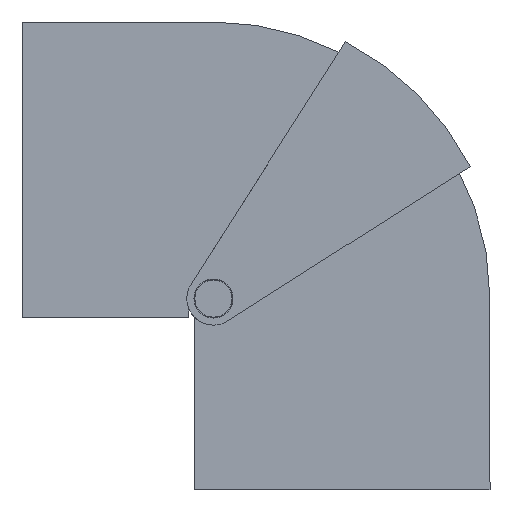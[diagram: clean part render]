
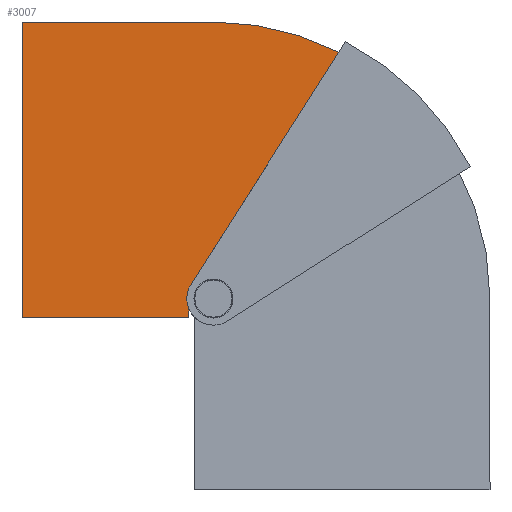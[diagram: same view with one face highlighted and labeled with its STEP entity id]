
A CAD part, front view. The second image highlights one B-rep face of the part: STEP entity #3007.
In plain terms, the highlighted planar face has unit normal (0, -1, 0).
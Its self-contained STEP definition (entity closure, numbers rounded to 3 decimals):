
#41 = ORIENTED_EDGE ( 'NONE', *, *, #3400, .F. ) ;
#81 = VERTEX_POINT ( 'NONE', #2850 ) ;
#145 = VERTEX_POINT ( 'NONE', #1183 ) ;
#156 = EDGE_CURVE ( 'NONE', #81, #3016, #1121, .T. ) ;
#249 = LINE ( 'NONE', #3881, #288 ) ;
#259 = VERTEX_POINT ( 'NONE', #3788 ) ;
#262 = DIRECTION ( 'NONE',  ( 0., 0., 1. ) ) ;
#288 = VECTOR ( 'NONE', #1696, 1000. ) ;
#555 = VERTEX_POINT ( 'NONE', #3607 ) ;
#652 = EDGE_LOOP ( 'NONE', ( #3041, #5535, #5341, #41, #3373, #1246, #1911 ) ) ;
#729 = CARTESIAN_POINT ( 'NONE',  ( 0., -52.5, 0. ) ) ;
#983 = VECTOR ( 'NONE', #3337, 1000. ) ;
#1020 = DIRECTION ( 'NONE',  ( 0., 0., 1. ) ) ;
#1030 = DIRECTION ( 'NONE',  ( 0., 1., 0. ) ) ;
#1055 = CARTESIAN_POINT ( 'NONE',  ( 0., -52.5, 0. ) ) ;
#1120 = PLANE ( 'NONE',  #2576 ) ;
#1121 = LINE ( 'NONE', #3967, #4421 ) ;
#1171 = EDGE_CURVE ( 'NONE', #555, #81, #3314, .T. ) ;
#1183 = CARTESIAN_POINT ( 'NONE',  ( -4.6, -52.5, -3.5 ) ) ;
#1246 = ORIENTED_EDGE ( 'NONE', *, *, #156, .F. ) ;
#1579 = VECTOR ( 'NONE', #4686, 1000. ) ;
#1627 = CARTESIAN_POINT ( 'NONE',  ( 0., -52.5, 52. ) ) ;
#1696 = DIRECTION ( 'NONE',  ( -1., 0., 0. ) ) ;
#1818 = CARTESIAN_POINT ( 'NONE',  ( -4.217, -52.5, 2.686 ) ) ;
#1911 = ORIENTED_EDGE ( 'NONE', *, *, #1171, .F. ) ;
#1994 = CARTESIAN_POINT ( 'NONE',  ( 23.593, -52.5, 46.34 ) ) ;
#2232 = CARTESIAN_POINT ( 'NONE',  ( -4.6, -52.5, 0. ) ) ;
#2234 = CIRCLE ( 'NONE', #4919, 5. ) ;
#2327 = AXIS2_PLACEMENT_3D ( 'NONE', #729, #4465, #3112 ) ;
#2370 = CARTESIAN_POINT ( 'NONE',  ( -4.6, -52.5, -1.96 ) ) ;
#2394 = EDGE_CURVE ( 'NONE', #145, #6118, #2705, .T. ) ;
#2576 = AXIS2_PLACEMENT_3D ( 'NONE', #1055, #1030, #4438 ) ;
#2705 = LINE ( 'NONE', #2232, #3549 ) ;
#2783 = LINE ( 'NONE', #1818, #1579 ) ;
#2850 = CARTESIAN_POINT ( 'NONE',  ( -36., -52.5, 52. ) ) ;
#3007 = ADVANCED_FACE ( 'NONE', ( #5936 ), #1120, .F. ) ;
#3016 = VERTEX_POINT ( 'NONE', #1627 ) ;
#3041 = ORIENTED_EDGE ( 'NONE', *, *, #5458, .F. ) ;
#3072 = VERTEX_POINT ( 'NONE', #1994 ) ;
#3112 = DIRECTION ( 'NONE',  ( 0., 0., 1. ) ) ;
#3276 = CARTESIAN_POINT ( 'NONE',  ( -36., -52.5, -3.5 ) ) ;
#3314 = LINE ( 'NONE', #3276, #983 ) ;
#3322 = CIRCLE ( 'NONE', #2327, 52. ) ;
#3337 = DIRECTION ( 'NONE',  ( 0., 0., 1. ) ) ;
#3373 = ORIENTED_EDGE ( 'NONE', *, *, #5921, .F. ) ;
#3400 = EDGE_CURVE ( 'NONE', #3072, #259, #2783, .T. ) ;
#3549 = VECTOR ( 'NONE', #262, 1000. ) ;
#3607 = CARTESIAN_POINT ( 'NONE',  ( -36., -52.5, -3.5 ) ) ;
#3788 = CARTESIAN_POINT ( 'NONE',  ( -4.217, -52.5, 2.686 ) ) ;
#3881 = CARTESIAN_POINT ( 'NONE',  ( -36., -52.5, -3.5 ) ) ;
#3888 = CARTESIAN_POINT ( 'NONE',  ( 0., -52.5, 0. ) ) ;
#3967 = CARTESIAN_POINT ( 'NONE',  ( -36., -52.5, 52. ) ) ;
#4421 = VECTOR ( 'NONE', #5937, 1000. ) ;
#4438 = DIRECTION ( 'NONE',  ( 0., 0., 1. ) ) ;
#4465 = DIRECTION ( 'NONE',  ( 0., 1., 0. ) ) ;
#4686 = DIRECTION ( 'NONE',  ( -0.537, 0., -0.843 ) ) ;
#4735 = DIRECTION ( 'NONE',  ( 0., -1., 0. ) ) ;
#4919 = AXIS2_PLACEMENT_3D ( 'NONE', #3888, #4735, #1020 ) ;
#5341 = ORIENTED_EDGE ( 'NONE', *, *, #6183, .F. ) ;
#5458 = EDGE_CURVE ( 'NONE', #145, #555, #249, .T. ) ;
#5535 = ORIENTED_EDGE ( 'NONE', *, *, #2394, .T. ) ;
#5921 = EDGE_CURVE ( 'NONE', #3016, #3072, #3322, .T. ) ;
#5936 = FACE_OUTER_BOUND ( 'NONE', #652, .T. ) ;
#5937 = DIRECTION ( 'NONE',  ( 1., 0., 0. ) ) ;
#6118 = VERTEX_POINT ( 'NONE', #2370 ) ;
#6183 = EDGE_CURVE ( 'NONE', #259, #6118, #2234, .T. ) ;
